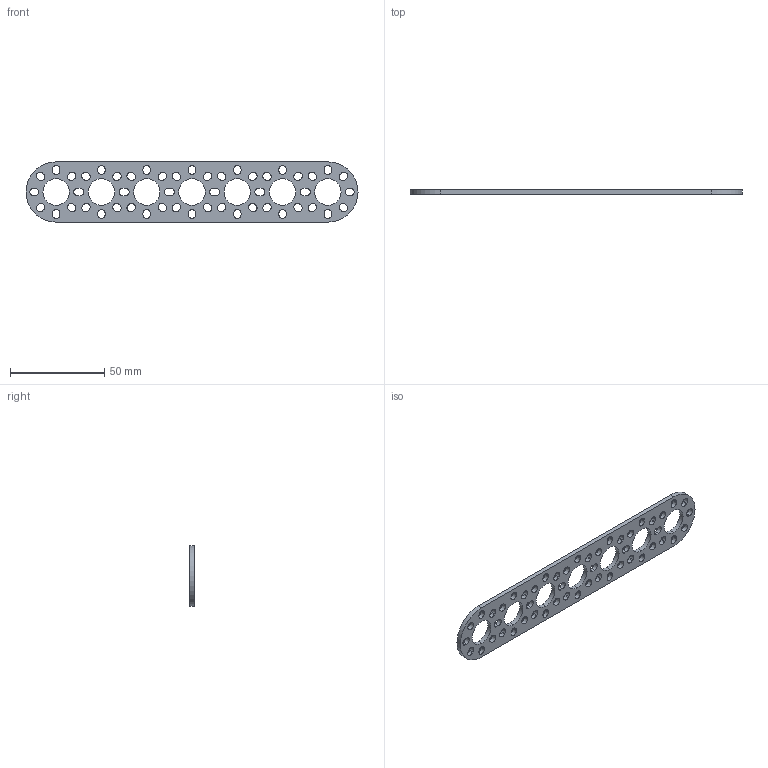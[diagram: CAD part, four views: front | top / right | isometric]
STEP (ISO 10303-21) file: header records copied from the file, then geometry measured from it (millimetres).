
FILE_DESCRIPTION (( 'STEP AP203' ), '1' );
FILE_NAME ('1105-0007-0176.STEP', '2017-03-31T15:40:03', ( '' ), ( '' ), 'SwSTEP 2.0', 'SolidWorks 2016', '' );
FILE_SCHEMA (( 'CONFIG_CONTROL_DESIGN' ));
Length unit declared in the file: millimetre
Products named in the file (1): 1105-0007-0176
Bounding box: 176 x 2.5 x 32 mm (x, y, z)
Volume: 8881.6 mm3; surface area: 10609.2 mm2
Topology: 1 solids, 1 shells, 262 faces, 780 edges, 520 vertices
Faces by surface type: cylinder 158, plane 104
Entity records: 9225 total; most frequent: DIRECTION 1622, CARTESIAN_POINT 1563, ORIENTED_EDGE 1560, EDGE_CURVE 780, AXIS2_PLACEMENT_3D 579, VERTEX_POINT 520, LINE 464, VECTOR 464
